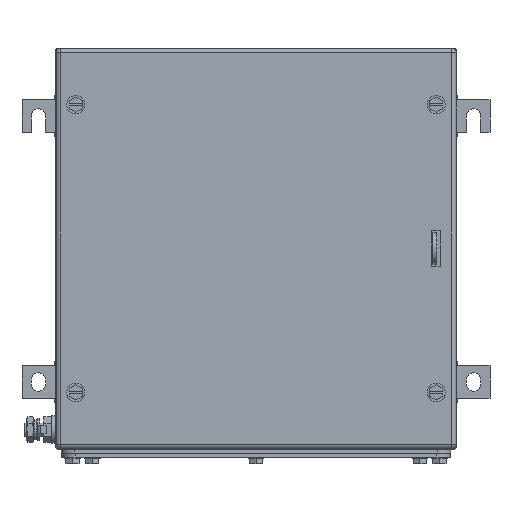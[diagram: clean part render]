
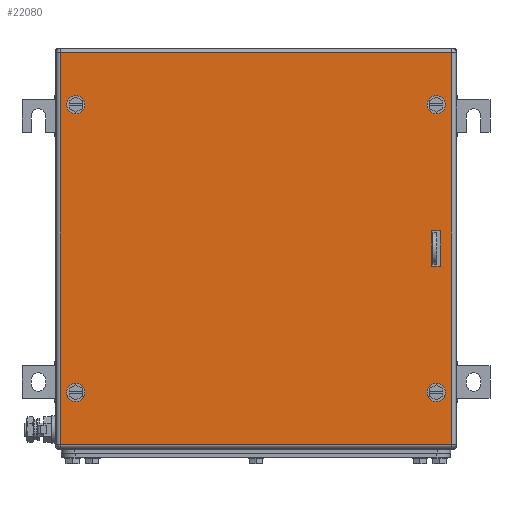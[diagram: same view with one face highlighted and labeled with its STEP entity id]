
A CAD part, top view. The second image highlights one B-rep face of the part: STEP entity #22080.
In plain terms, the highlighted planar face has unit normal (0, 0, 1).
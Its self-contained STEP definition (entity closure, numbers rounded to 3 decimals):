
#21920=AXIS2_PLACEMENT_3D('Circle Axis2P3D',#21918,#21919,$) ;
#21947=AXIS2_PLACEMENT_3D('Plane Axis2P3D',#21944,#21945,#21946) ;
#21985=AXIS2_PLACEMENT_3D('Circle Axis2P3D',#21983,#21984,$) ;
#21994=AXIS2_PLACEMENT_3D('Circle Axis2P3D',#21992,#21993,$) ;
#22003=AXIS2_PLACEMENT_3D('Circle Axis2P3D',#22001,#22002,$) ;
#22012=AXIS2_PLACEMENT_3D('Circle Axis2P3D',#22010,#22011,$) ;
#22021=AXIS2_PLACEMENT_3D('Circle Axis2P3D',#22019,#22020,$) ;
#22030=AXIS2_PLACEMENT_3D('Circle Axis2P3D',#22028,#22029,$) ;
#22039=AXIS2_PLACEMENT_3D('Circle Axis2P3D',#22037,#22038,$) ;
#21915=CARTESIAN_POINT('Vertex',(44.5,273.75,203.5)) ;
#21918=CARTESIAN_POINT('Axis2P3D Location',(41.,273.75,203.5)) ;
#21922=CARTESIAN_POINT('Vertex',(37.5,273.75,203.5)) ;
#21944=CARTESIAN_POINT('Axis2P3D Location',(178.5,164.,203.5)) ;
#21949=CARTESIAN_POINT('Line Origine',(178.5,313.5,203.5)) ;
#21953=CARTESIAN_POINT('Vertex',(328.,313.5,203.5)) ;
#21955=CARTESIAN_POINT('Vertex',(29.,313.5,203.5)) ;
#21958=CARTESIAN_POINT('Line Origine',(29.,164.,203.5)) ;
#21962=CARTESIAN_POINT('Vertex',(29.,14.5,203.5)) ;
#21965=CARTESIAN_POINT('Line Origine',(178.5,14.5,203.5)) ;
#21969=CARTESIAN_POINT('Vertex',(328.,14.5,203.5)) ;
#21972=CARTESIAN_POINT('Line Origine',(328.,164.,203.5)) ;
#21983=CARTESIAN_POINT('Axis2P3D Location',(41.,273.75,203.5)) ;
#21992=CARTESIAN_POINT('Axis2P3D Location',(41.,54.25,203.5)) ;
#21996=CARTESIAN_POINT('Vertex',(37.5,54.25,203.5)) ;
#21998=CARTESIAN_POINT('Vertex',(44.5,54.25,203.5)) ;
#22001=CARTESIAN_POINT('Axis2P3D Location',(41.,54.25,203.5)) ;
#22010=CARTESIAN_POINT('Axis2P3D Location',(316.,54.25,203.5)) ;
#22014=CARTESIAN_POINT('Vertex',(319.5,54.25,203.5)) ;
#22016=CARTESIAN_POINT('Vertex',(312.5,54.25,203.5)) ;
#22019=CARTESIAN_POINT('Axis2P3D Location',(316.,54.25,203.5)) ;
#22028=CARTESIAN_POINT('Axis2P3D Location',(316.,273.75,203.5)) ;
#22032=CARTESIAN_POINT('Vertex',(319.5,273.75,203.5)) ;
#22034=CARTESIAN_POINT('Vertex',(312.5,273.75,203.5)) ;
#22037=CARTESIAN_POINT('Axis2P3D Location',(316.,273.75,203.5)) ;
#22046=CARTESIAN_POINT('Line Origine',(315.75,150.5,203.5)) ;
#22050=CARTESIAN_POINT('Vertex',(319.,150.5,203.5)) ;
#22052=CARTESIAN_POINT('Vertex',(312.5,150.5,203.5)) ;
#22055=CARTESIAN_POINT('Line Origine',(312.5,164.,203.5)) ;
#22059=CARTESIAN_POINT('Vertex',(312.5,177.5,203.5)) ;
#22062=CARTESIAN_POINT('Line Origine',(315.75,177.5,203.5)) ;
#22066=CARTESIAN_POINT('Vertex',(319.,177.5,203.5)) ;
#22069=CARTESIAN_POINT('Line Origine',(319.,164.,203.5)) ;
#21919=DIRECTION('Axis2P3D Direction',(0.,0.,1.)) ;
#21945=DIRECTION('Axis2P3D Direction',(0.,0.,1.)) ;
#21946=DIRECTION('Axis2P3D XDirection',(1.,0.,0.)) ;
#21950=DIRECTION('Vector Direction',(1.,0.,0.)) ;
#21959=DIRECTION('Vector Direction',(0.,-1.,0.)) ;
#21966=DIRECTION('Vector Direction',(1.,0.,0.)) ;
#21973=DIRECTION('Vector Direction',(0.,1.,0.)) ;
#21984=DIRECTION('Axis2P3D Direction',(0.,0.,1.)) ;
#21993=DIRECTION('Axis2P3D Direction',(0.,0.,1.)) ;
#22002=DIRECTION('Axis2P3D Direction',(0.,0.,1.)) ;
#22011=DIRECTION('Axis2P3D Direction',(0.,0.,1.)) ;
#22020=DIRECTION('Axis2P3D Direction',(0.,0.,1.)) ;
#22029=DIRECTION('Axis2P3D Direction',(0.,0.,1.)) ;
#22038=DIRECTION('Axis2P3D Direction',(0.,0.,1.)) ;
#22047=DIRECTION('Vector Direction',(-1.,0.,0.)) ;
#22056=DIRECTION('Vector Direction',(0.,1.,0.)) ;
#22063=DIRECTION('Vector Direction',(1.,0.,0.)) ;
#22070=DIRECTION('Vector Direction',(0.,-1.,0.)) ;
#21951=VECTOR('Line Direction',#21950,1.) ;
#21960=VECTOR('Line Direction',#21959,1.) ;
#21967=VECTOR('Line Direction',#21966,1.) ;
#21974=VECTOR('Line Direction',#21973,1.) ;
#22048=VECTOR('Line Direction',#22047,1.) ;
#22057=VECTOR('Line Direction',#22056,1.) ;
#22064=VECTOR('Line Direction',#22063,1.) ;
#22071=VECTOR('Line Direction',#22070,1.) ;
#21978=ORIENTED_EDGE('',*,*,#21957,.T.) ;
#21979=ORIENTED_EDGE('',*,*,#21964,.T.) ;
#21980=ORIENTED_EDGE('',*,*,#21971,.T.) ;
#21981=ORIENTED_EDGE('',*,*,#21976,.T.) ;
#21989=ORIENTED_EDGE('',*,*,#21987,.F.) ;
#21990=ORIENTED_EDGE('',*,*,#21924,.F.) ;
#22007=ORIENTED_EDGE('',*,*,#22000,.F.) ;
#22008=ORIENTED_EDGE('',*,*,#22005,.F.) ;
#22025=ORIENTED_EDGE('',*,*,#22018,.F.) ;
#22026=ORIENTED_EDGE('',*,*,#22023,.F.) ;
#22043=ORIENTED_EDGE('',*,*,#22036,.F.) ;
#22044=ORIENTED_EDGE('',*,*,#22041,.F.) ;
#22075=ORIENTED_EDGE('',*,*,#22054,.T.) ;
#22076=ORIENTED_EDGE('',*,*,#22061,.T.) ;
#22077=ORIENTED_EDGE('',*,*,#22068,.T.) ;
#22078=ORIENTED_EDGE('',*,*,#22073,.T.) ;
#21991=FACE_BOUND('',#21988,.T.) ;
#22009=FACE_BOUND('',#22006,.T.) ;
#22027=FACE_BOUND('',#22024,.T.) ;
#22045=FACE_BOUND('',#22042,.T.) ;
#22079=FACE_BOUND('',#22074,.T.) ;
#22080=ADVANCED_FACE('ZUB_KTB_MH_303020_1GP_AllCATPart.2\\ZUB_DE_KTB_MH_306x306.1\\DE_KTB_MH_PART_MASTER.1\\Koerper.2',(#21982,#21991,#22009,#22027,#22045,#22079),#21948,.T.) ;
#21921=CIRCLE('generated circle',#21920,3.5) ;
#21986=CIRCLE('generated circle',#21985,3.5) ;
#21995=CIRCLE('generated circle',#21994,3.5) ;
#22004=CIRCLE('generated circle',#22003,3.5) ;
#22013=CIRCLE('generated circle',#22012,3.5) ;
#22022=CIRCLE('generated circle',#22021,3.5) ;
#22031=CIRCLE('generated circle',#22030,3.5) ;
#22040=CIRCLE('generated circle',#22039,3.5) ;
#21924=EDGE_CURVE('',#21916,#21923,#21921,.T.) ;
#21957=EDGE_CURVE('',#21954,#21956,#21952,.F.) ;
#21964=EDGE_CURVE('',#21956,#21963,#21961,.T.) ;
#21971=EDGE_CURVE('',#21963,#21970,#21968,.T.) ;
#21976=EDGE_CURVE('',#21970,#21954,#21975,.T.) ;
#21987=EDGE_CURVE('',#21923,#21916,#21986,.T.) ;
#22000=EDGE_CURVE('',#21997,#21999,#21995,.T.) ;
#22005=EDGE_CURVE('',#21999,#21997,#22004,.T.) ;
#22018=EDGE_CURVE('',#22015,#22017,#22013,.T.) ;
#22023=EDGE_CURVE('',#22017,#22015,#22022,.T.) ;
#22036=EDGE_CURVE('',#22033,#22035,#22031,.T.) ;
#22041=EDGE_CURVE('',#22035,#22033,#22040,.T.) ;
#22054=EDGE_CURVE('',#22051,#22053,#22049,.T.) ;
#22061=EDGE_CURVE('',#22053,#22060,#22058,.T.) ;
#22068=EDGE_CURVE('',#22060,#22067,#22065,.T.) ;
#22073=EDGE_CURVE('',#22067,#22051,#22072,.T.) ;
#21977=EDGE_LOOP('',(#21978,#21979,#21980,#21981)) ;
#21988=EDGE_LOOP('',(#21989,#21990)) ;
#22006=EDGE_LOOP('',(#22007,#22008)) ;
#22024=EDGE_LOOP('',(#22025,#22026)) ;
#22042=EDGE_LOOP('',(#22043,#22044)) ;
#22074=EDGE_LOOP('',(#22075,#22076,#22077,#22078)) ;
#21982=FACE_OUTER_BOUND('',#21977,.T.) ;
#21952=LINE('Line',#21949,#21951) ;
#21961=LINE('Line',#21958,#21960) ;
#21968=LINE('Line',#21965,#21967) ;
#21975=LINE('Line',#21972,#21974) ;
#22049=LINE('Line',#22046,#22048) ;
#22058=LINE('Line',#22055,#22057) ;
#22065=LINE('Line',#22062,#22064) ;
#22072=LINE('Line',#22069,#22071) ;
#21948=PLANE('',#21947) ;
#21916=VERTEX_POINT('',#21915) ;
#21923=VERTEX_POINT('',#21922) ;
#21954=VERTEX_POINT('',#21953) ;
#21956=VERTEX_POINT('',#21955) ;
#21963=VERTEX_POINT('',#21962) ;
#21970=VERTEX_POINT('',#21969) ;
#21997=VERTEX_POINT('',#21996) ;
#21999=VERTEX_POINT('',#21998) ;
#22015=VERTEX_POINT('',#22014) ;
#22017=VERTEX_POINT('',#22016) ;
#22033=VERTEX_POINT('',#22032) ;
#22035=VERTEX_POINT('',#22034) ;
#22051=VERTEX_POINT('',#22050) ;
#22053=VERTEX_POINT('',#22052) ;
#22060=VERTEX_POINT('',#22059) ;
#22067=VERTEX_POINT('',#22066) ;
